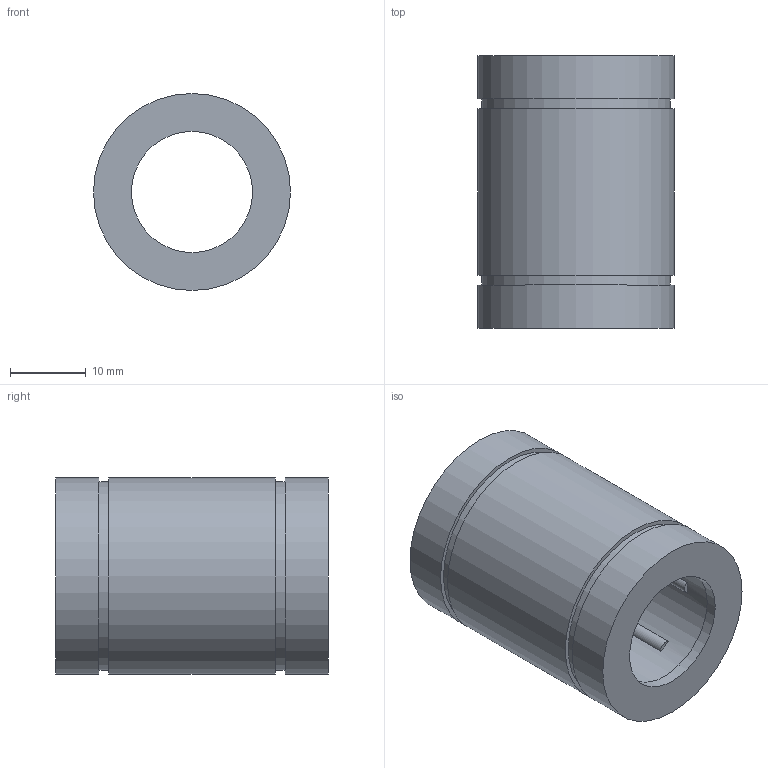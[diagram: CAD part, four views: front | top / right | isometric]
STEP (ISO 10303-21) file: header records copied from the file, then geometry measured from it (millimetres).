
FILE_DESCRIPTION(/* description */ ('Linearlager mit Kunstsfoffkäfig geschlossen'),/* implementation_level */ '2;1');
FILE_NAME(/* name */ '101730-0.step',/* time_stamp */ '2021-09-03T12:03:49+02:00',/* author */ ('Gaertner'),/* organization */ (''),/* preprocessor_version */ 'ST-DEVELOPER v18.1',/* originating_system */ 'Autodesk Inventor 2021',/* authorisation */ '');
FILE_SCHEMA (('AUTOMOTIVE_DESIGN { 1 0 10303 214 3 1 1 }'));
Length unit declared in the file: millimetre
Products named in the file (1): leer
Bounding box: 26 x 36 x 26 mm (x, y, z)
Volume: 10992.6 mm3; surface area: 5785.5 mm2
Topology: 1 solids, 1 shells, 34 faces, 63 edges, 42 vertices
Faces by surface type: plane 20, cylinder 14
Full cylindrical faces by diameter (mm): 16 x2, 17 x1, 24.9 x2, 26 x3
Entity records: 949 total; most frequent: DIRECTION 175, CARTESIAN_POINT 140, ORIENTED_EDGE 126, AXIS2_PLACEMENT_3D 77, EDGE_CURVE 63, EDGE_LOOP 47, CIRCLE 42, VERTEX_POINT 42
